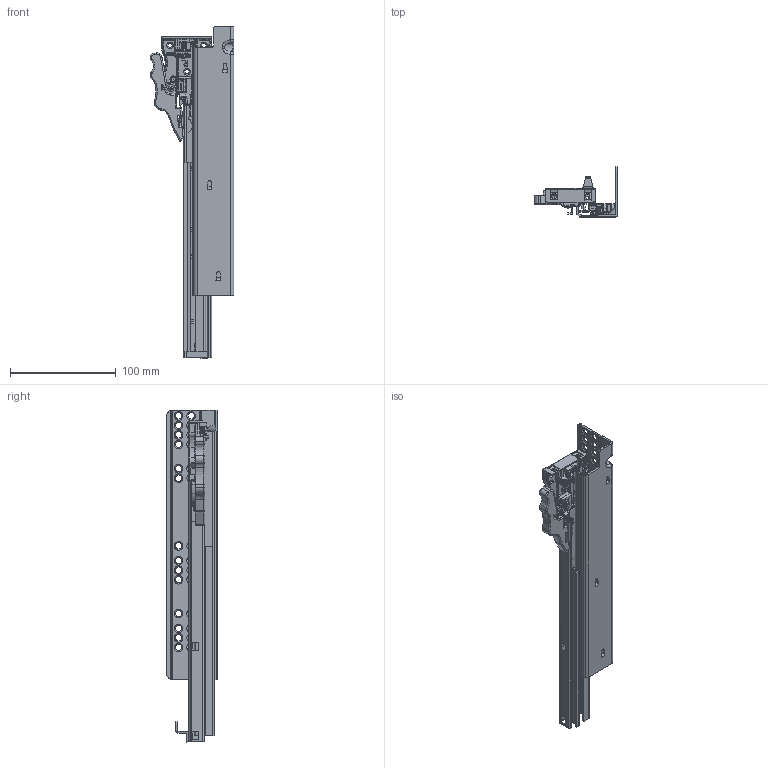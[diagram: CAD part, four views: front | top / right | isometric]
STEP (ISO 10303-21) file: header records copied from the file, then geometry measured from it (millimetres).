
FILE_DESCRIPTION (( 'STEP AP214' ), '1' );
FILE_NAME ('FR_3002.0315mm_12,5inch_closed_right.STEP', '2022-11-02T07:12:18', ( '' ), ( '' ), 'SwSTEP 2.0', 'SolidWorks 2020', '' );
FILE_SCHEMA (( 'AUTOMOTIVE_DESIGN' ));
Length unit declared in the file: millimetre
Products named in the file (29): 3002.315-02 RIGHT.C047; FR 3XXX LOCKING HANDLE RIGHT; FR 3XXX METAL PLATE RIGHT; FR 3XXX END CAP RIGHT; FR 3XXX THUMBWHEEL; FR 3XXX ECD HOUSING RIGHT; FR 3XXX ECD SHORT SPRING RIGHT; FR_3002.0315mm_12,5inch_closed_right; FR 3XXX ECD DAMPER ROD; FR 3XXX SLIDER RIGHT; FR 3XXX ECD RIGHT_ECD RIGHT CLOSED; FR 3XXX HOOK; 3002.XXX-02 RIGHT.C047_NL  315; FR 3XXX ECD LATCH PIVOT RIGHT; FR 3XXX ECD LONG SPRING RIGHT; 3002.315-03 RIGHT.C047; FR 3XXX PLASTIC HOUSING RIGHT; FR 3XXX.XXX-04 RIGHT; FR 3XXX HANDLE SCREW; FR 3XXX ECD LATCH RIGHT; 3002.XXX-03 RIGHT.C047_NL  315; FR 3XXX HOUSING SCREW; 3002.XXX-01 RIGHT.C047_NL  315 CLOSED; FR 3XXX ECD PIN; FR 3XXX L_R ADJUSTMENT THREAD; FR 3XXX ECD DAMPER CYLINDER; FR 3XXX LOCATING BLOCK RIGHT; 3002.315-01 RIGHT.C047; FR 3XXX CLOSE ADJUSTMENT RIGHT
Assembly tree (31 placements, depth 4):
  FR_3002.0315mm_12,5inch_closed_right
    3002.XXX-01 RIGHT.C047_NL  315 CLOSED
      3002.315-01 RIGHT.C047
      FR 3XXX ECD RIGHT_ECD RIGHT CLOSED
        FR 3XXX ECD HOUSING RIGHT
        FR 3XXX ECD SHORT SPRING RIGHT
        FR 3XXX ECD LONG SPRING RIGHT
        FR 3XXX ECD DAMPER CYLINDER
        FR 3XXX ECD DAMPER ROD
        FR 3XXX ECD LATCH PIVOT RIGHT
        FR 3XXX ECD LATCH RIGHT
    3002.XXX-02 RIGHT.C047_NL  315
      3002.315-02 RIGHT.C047
    3002.XXX-03 RIGHT.C047_NL  315
      FR 3XXX END CAP RIGHT
      FR 3XXX HOOK
      FR 3XXX ECD PIN
      3002.315-03 RIGHT.C047
    FR 3XXX.XXX-04 RIGHT
      FR 3XXX METAL PLATE RIGHT
      FR 3XXX L_R ADJUSTMENT THREAD
      FR 3XXX SLIDER RIGHT
      FR 3XXX PLASTIC HOUSING RIGHT
      FR 3XXX HANDLE SCREW
      FR 3XXX CLOSE ADJUSTMENT RIGHT
      FR 3XXX LOCATING BLOCK RIGHT
      FR 3XXX LOCKING HANDLE RIGHT
      FR 3XXX THUMBWHEEL  x2
      FR 3XXX HOUSING SCREW  x3
Bounding box: 79.06 x 47.5 x 314 mm (x, y, z)
Volume: 118787.5 mm3; surface area: 162218.8 mm2
Topology: 26 solids, 26 shells, 4542 faces, 11460 edges, 6823 vertices
Faces by surface type: cylinder 1677, plane 1480, torus 798, bspline 251, cone 180, sphere 156
Entity records: 136996 total; most frequent: CARTESIAN_POINT 37624, DIRECTION 21186, ORIENTED_EDGE 20608, EDGE_CURVE 10304, AXIS2_PLACEMENT_3D 7871, VERTEX_POINT 6256, VECTOR 5444, LINE 5444
